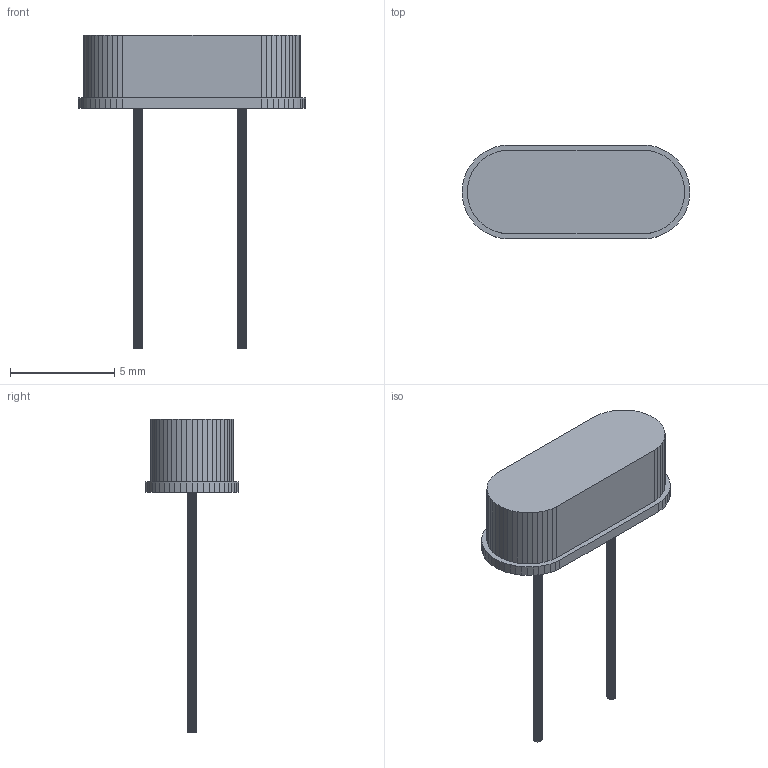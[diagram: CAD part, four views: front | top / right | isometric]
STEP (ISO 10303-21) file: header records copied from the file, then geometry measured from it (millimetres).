
FILE_DESCRIPTION(('FreeCAD Model'),'2;1');
FILE_NAME('HC49US.step','2020-09-27T17:50:02',('Author'), (''),'Open CASCADE STEP processor 7.3','FreeCAD','Unknown');
FILE_SCHEMA(('AUTOMOTIVE_DESIGN { 1 0 10303 214 1 1 1 1 }'));
Length unit declared in the file: millimetre
Products named in the file (1): Group002
Bounding box: 10.9 x 4.49 x 15 mm (x, y, z)
Volume: 139.9 mm3; surface area: 209.8 mm2
Topology: 1 solids, 1 shells, 206 faces, 650 edges, 450 vertices
Faces by surface type: plane 206
Entity records: 16718 total; most frequent: CARTESIAN_POINT 2907, DIRECTION 2064, LINE 1650, VECTOR 1650, ORIENTED_EDGE 1300, PCURVE 1300, DEFINITIONAL_REPRESENTATION 1300, EDGE_CURVE 650
